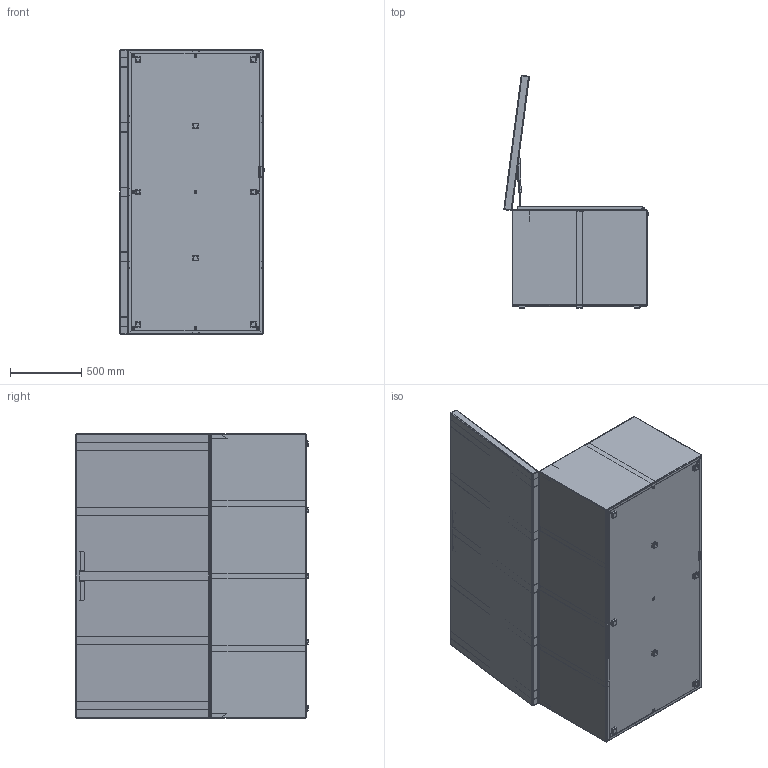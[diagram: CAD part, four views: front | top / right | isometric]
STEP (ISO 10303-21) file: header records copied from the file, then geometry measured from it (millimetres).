
FILE_DESCRIPTION (( 'STEP AP203' ), '1' );
FILE_NAME ('STB200_.STEP', '2021-01-11T08:13:28', ( '' ), ( '' ), 'SwSTEP 2.0', 'SolidWorks 2020', '' );
FILE_SCHEMA (( 'CONFIG_CONTROL_DESIGN' ));
Length unit declared in the file: millimetre
Products named in the file (42): kogelgewricht-98510; kogelgewricht-98510-1; B6008; STB200_  Side plate back; STB200_  Reinforcement 2 strip; Gasveer 588437; STB200_; STB200_ Connection gasspring 3R; STB200_  Side plate 3; B4093; B1081; Gasveer 588437-1; STB200_ Lock Lip special; STB200_  Bottom 2; 0806_asm; B7010; STB200_ Connection gasspring; B2146; STB200 Hinge 3280; STB200_  Side plate; 8980203; STB200_ Connection gasspring 3L; STB200_ Deksel asm; Gasveer 588437-2; B4091; STB200_ Connection gasspring 2; 9102604; STB200_  Reinforcement 4 strip; STB200_  Deksel; STB200_  Feet; STB200 Hinge_3280 Part 1; STB200_ Lock cover; STB200_ base asm; STB200_  reinforcement strip; kogelgewricht-98510-2; STB200_  strip; STB200 Hinge_3280 Part 2; STB200_  reinforcement 3 strip
Assembly tree (63 placements, depth 4):
  STB200_
    STB200_ base asm
      STB200_  Side plate 3
      STB200_  Side plate  x2
      STB200_  Side plate back
      STB200_  reinforcement strip  x3
      STB200_  Feet  x8
      STB200_  Bottom 2
      STB200_  reinforcement 3 strip  x4
      STB200_ Lock cover
      STB200_ Connection gasspring
      STB200_ Connection gasspring 2
    STB200_ Deksel asm
      STB200_  Deksel
      STB200_  strip
      STB200_  Reinforcement 4 strip  x2
      STB200_ Connection gasspring 3R
      STB200_ Connection gasspring 3L
      STB200_  Reinforcement 2 strip
    STB200_ Lock Lip special
    0806_asm
      B1081
      B2146
      B7010
      9102604
      B6008
      B4093
      B4091
      8980203
    Gasveer 588437
      Gasveer 588437-1
      Gasveer 588437-2
      kogelgewricht-98510
        kogelgewricht-98510-1
        kogelgewricht-98510-2
      kogelgewricht-98510
        kogelgewricht-98510-1
        kogelgewricht-98510-2
    Gasveer 588437
      Gasveer 588437-1
      Gasveer 588437-2
      kogelgewricht-98510
        kogelgewricht-98510-1
        kogelgewricht-98510-2
      kogelgewricht-98510
        kogelgewricht-98510-1
        kogelgewricht-98510-2
    STB200 Hinge 3280
      STB200 Hinge_3280 Part 1
      STB200 Hinge_3280 Part 2
Bounding box: 1014.53 x 1636.63 x 2000 mm (x, y, z)
Volume: 29489805.5 mm3; surface area: 19935776.4 mm2
Topology: 51 solids, 55 shells, 2714 faces, 6938 edges, 4321 vertices
Faces by surface type: plane 1542, cylinder 798, bspline 182, cone 164, torus 16, sphere 12
Entity records: 79972 total; most frequent: CARTESIAN_POINT 20455, ORIENTED_EDGE 11454, DIRECTION 11134, EDGE_CURVE 5731, VECTOR 3944, LINE 3944, VERTEX_POINT 3641, AXIS2_PLACEMENT_3D 3595
